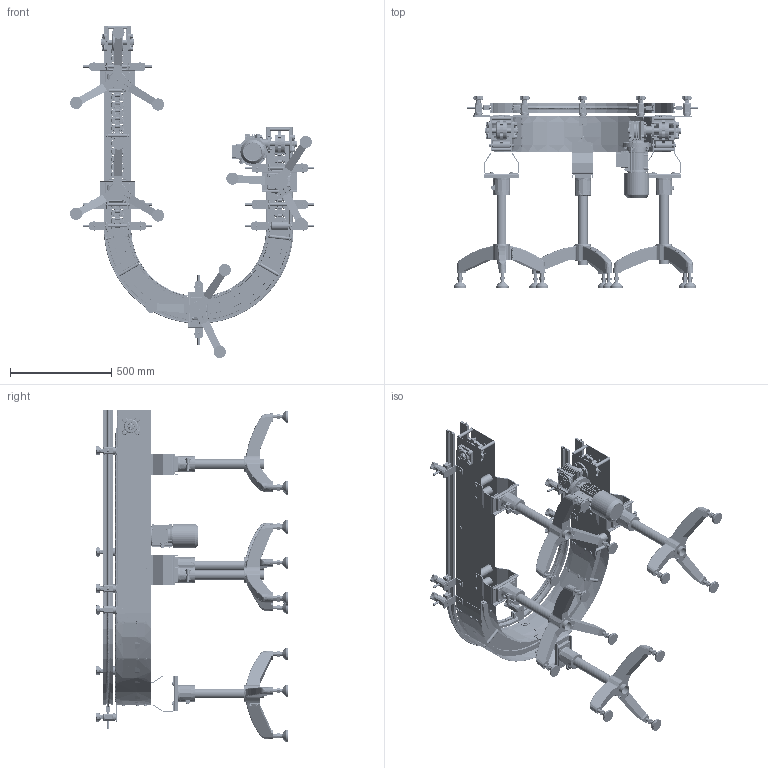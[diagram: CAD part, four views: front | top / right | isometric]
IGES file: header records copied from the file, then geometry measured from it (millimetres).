
Start section: SolidWorks IGES file using analytic representation for surfaces
Global section: file name: 0HP826BO CONV.IGS; native system: SolidWorks 2013; preprocessor: SolidWorks 2013; author: admins; date: 150122.185751; units: millimetre
Bounding box: 1202.9 x 946.42 x 1636.65 mm (x, y, z)
Surface area: 9665454.6 mm2 (no closed solid volume)
Topology: 0 solids, 0 shells, 30186 faces, 355905 edges, 355341 vertices
Faces by surface type: bspline 16509, revolution 13677
